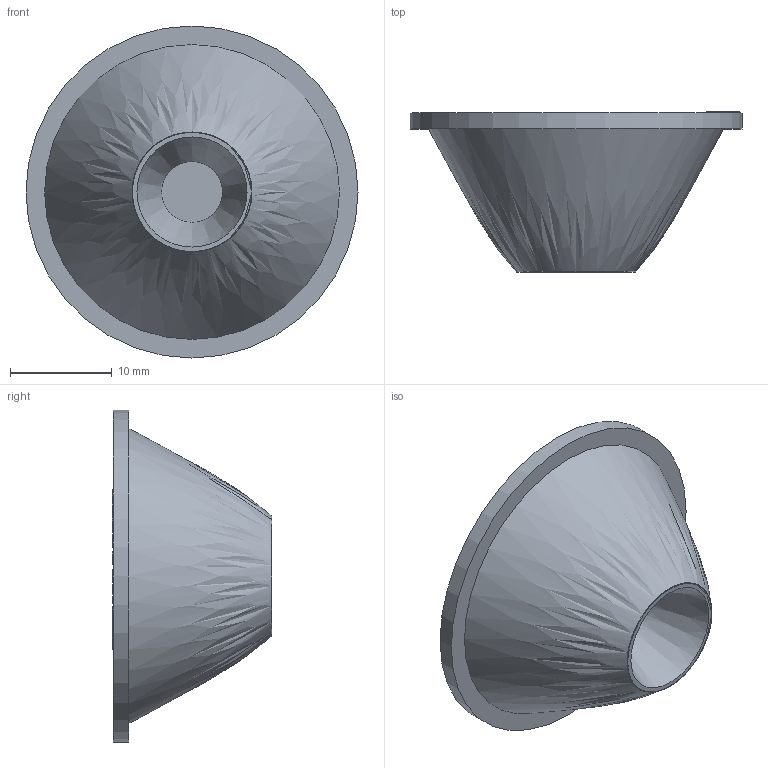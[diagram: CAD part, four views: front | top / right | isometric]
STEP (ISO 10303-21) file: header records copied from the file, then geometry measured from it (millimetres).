
FILE_DESCRIPTION(('STEP AP214'),'1');
FILE_NAME('220211_X71683_LLC05N7_commercial.stp','2022-02-11T15:14:27',(' '),(' '),'Spatial InterOp 3D',' ',' ');
FILE_SCHEMA(('AUTOMOTIVE_DESIGN { 1 0 10303 214 1 1 1 1 }'));
Length unit declared in the file: millimetre
Products named in the file (1): 220211_X71683_LLC05N7_commercial
Bounding box: 32.64 x 15.73 x 32.64 mm (x, y, z)
Volume: 6632.8 mm3; surface area: 2582.6 mm2
Topology: 1 solids, 1 shells, 528 faces, 1497 edges, 1010 vertices
Faces by surface type: extrusion 467, plane 56, cylinder 3, revolution 1, cone 1
Full cylindrical faces by diameter (mm): 0.6 x1, 0.8 x1, 32.64 x1
Entity records: 36524 total; most frequent: CARTESIAN_POINT 21376, ORIENTED_EDGE 2984, B_SPLINE_CURVE_WITH_KNOTS 1909, EDGE_CURVE 1492, VERTEX_POINT 1010, DIRECTION 651, EDGE_LOOP 572, FACE_OUTER_BOUND 532
